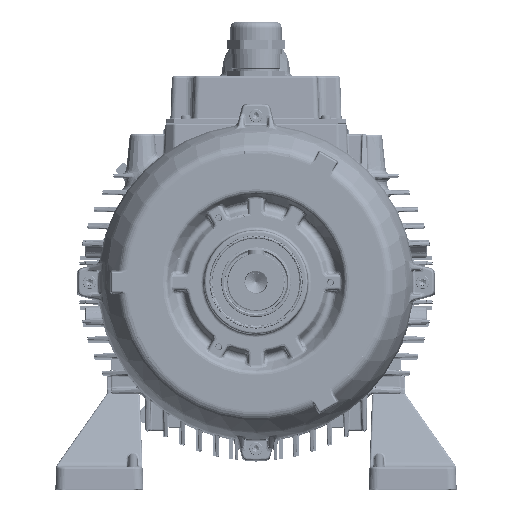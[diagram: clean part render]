
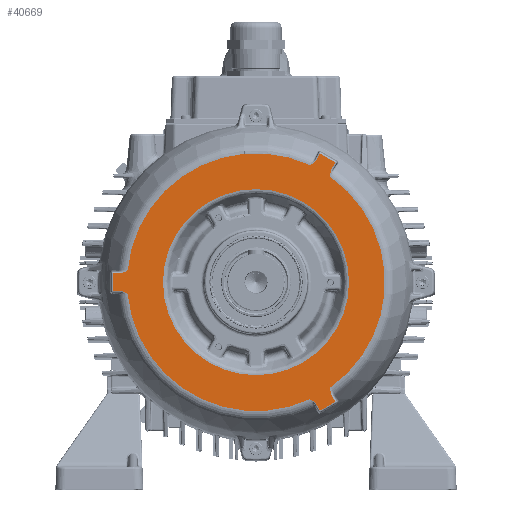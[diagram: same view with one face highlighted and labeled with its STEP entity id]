
A CAD part, top view. The second image highlights one B-rep face of the part: STEP entity #40669.
In plain terms, the highlighted planar face has unit normal (0, 0, 1).
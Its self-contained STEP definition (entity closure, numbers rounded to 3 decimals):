
#4810=B_SPLINE_CURVE_WITH_KNOTS('',3,(#223233,#223234,#223235,#223236),
 .UNSPECIFIED.,.F.,.F.,(4,4),(0.,1.),.UNSPECIFIED.);
#5134=B_SPLINE_CURVE_WITH_KNOTS('',3,(#228958,#228959,#228960,#228961),
 .UNSPECIFIED.,.F.,.F.,(4,4),(0.,1.),.UNSPECIFIED.);
#5137=B_SPLINE_CURVE_WITH_KNOTS('',3,(#229029,#229030,#229031,#229032),
 .UNSPECIFIED.,.F.,.F.,(4,4),(0.,1.),.UNSPECIFIED.);
#5165=B_SPLINE_CURVE_WITH_KNOTS('',3,(#229268,#229269,#229270,#229271),
 .UNSPECIFIED.,.F.,.F.,(4,4),(0.,1.),.UNSPECIFIED.);
#5166=B_SPLINE_CURVE_WITH_KNOTS('',3,(#229279,#229280,#229281,#229282),
 .UNSPECIFIED.,.F.,.F.,(4,4),(0.,1.),.UNSPECIFIED.);
#5167=B_SPLINE_CURVE_WITH_KNOTS('',3,(#229289,#229290,#229291,#229292),
 .UNSPECIFIED.,.F.,.F.,(4,4),(0.,1.),.UNSPECIFIED.);
#10833=LINE('',#229273,#16888);
#10834=LINE('',#229275,#16889);
#10835=LINE('',#229277,#16890);
#10836=LINE('',#229283,#16891);
#10837=LINE('',#229285,#16892);
#10838=LINE('',#229287,#16893);
#10839=LINE('',#229295,#16894);
#10840=LINE('',#229297,#16895);
#10841=LINE('',#229299,#16896);
#16888=VECTOR('',#141547,1.);
#16889=VECTOR('',#141548,1.);
#16890=VECTOR('',#141549,1.);
#16891=VECTOR('',#141550,1.);
#16892=VECTOR('',#141551,1.);
#16893=VECTOR('',#141552,1.);
#16894=VECTOR('',#141555,1.);
#16895=VECTOR('',#141556,1.);
#16896=VECTOR('',#141557,1.);
#31992=PLANE('',#127232);
#40669=ADVANCED_FACE('',(#48773,#48774),#31992,.T.);
#48773=FACE_BOUND('',#50245,.T.);
#48774=FACE_BOUND('',#50246,.T.);
#50245=EDGE_LOOP('',(#60653,#60654,#60655,#60656,#60657,#60658,#60659,#60660,
#60661,#60662,#60663,#60664,#60665,#60666,#60667,#60668,#60669,#60670));
#50246=EDGE_LOOP('',(#60671));
#60653=ORIENTED_EDGE('',*,*,#102620,.T.);
#60654=ORIENTED_EDGE('',*,*,#103373,.T.);
#60655=ORIENTED_EDGE('',*,*,#103374,.T.);
#60656=ORIENTED_EDGE('',*,*,#103375,.T.);
#60657=ORIENTED_EDGE('',*,*,#103376,.T.);
#60658=ORIENTED_EDGE('',*,*,#103377,.T.);
#60659=ORIENTED_EDGE('',*,*,#102616,.T.);
#60660=ORIENTED_EDGE('',*,*,#103330,.T.);
#60661=ORIENTED_EDGE('',*,*,#103378,.T.);
#60662=ORIENTED_EDGE('',*,*,#103379,.T.);
#60663=ORIENTED_EDGE('',*,*,#103380,.T.);
#60664=ORIENTED_EDGE('',*,*,#103381,.T.);
#60665=ORIENTED_EDGE('',*,*,#103382,.T.);
#60666=ORIENTED_EDGE('',*,*,#102639,.T.);
#60667=ORIENTED_EDGE('',*,*,#103383,.T.);
#60668=ORIENTED_EDGE('',*,*,#103384,.T.);
#60669=ORIENTED_EDGE('',*,*,#103385,.T.);
#60670=ORIENTED_EDGE('',*,*,#103324,.T.);
#60671=ORIENTED_EDGE('',*,*,#102618,.T.);
#90330=VERTEX_POINT('',#223160);
#90331=VERTEX_POINT('',#223162);
#90332=VERTEX_POINT('',#223169);
#90334=VERTEX_POINT('',#223174);
#90335=VERTEX_POINT('',#223175);
#90352=VERTEX_POINT('',#223232);
#90353=VERTEX_POINT('',#223237);
#90818=VERTEX_POINT('',#228962);
#90821=VERTEX_POINT('',#229027);
#90840=VERTEX_POINT('',#229272);
#90841=VERTEX_POINT('',#229274);
#90842=VERTEX_POINT('',#229276);
#90843=VERTEX_POINT('',#229278);
#90844=VERTEX_POINT('',#229284);
#90845=VERTEX_POINT('',#229286);
#90846=VERTEX_POINT('',#229288);
#90847=VERTEX_POINT('',#229293);
#90848=VERTEX_POINT('',#229296);
#90849=VERTEX_POINT('',#229298);
#102616=EDGE_CURVE('',#90331,#90330,#120211,.T.);
#102618=EDGE_CURVE('',#90332,#90332,#120212,.T.);
#102620=EDGE_CURVE('',#90334,#90335,#120214,.T.);
#102639=EDGE_CURVE('',#90353,#90352,#4810,.T.);
#103324=EDGE_CURVE('',#90818,#90334,#5134,.T.);
#103330=EDGE_CURVE('',#90330,#90821,#5137,.T.);
#103373=EDGE_CURVE('',#90335,#90840,#5165,.T.);
#103374=EDGE_CURVE('',#90840,#90841,#10833,.T.);
#103375=EDGE_CURVE('',#90841,#90842,#10834,.T.);
#103376=EDGE_CURVE('',#90842,#90843,#10835,.T.);
#103377=EDGE_CURVE('',#90843,#90331,#5166,.T.);
#103378=EDGE_CURVE('',#90821,#90844,#10836,.T.);
#103379=EDGE_CURVE('',#90844,#90845,#10837,.T.);
#103380=EDGE_CURVE('',#90845,#90846,#10838,.T.);
#103381=EDGE_CURVE('',#90846,#90847,#5167,.T.);
#103382=EDGE_CURVE('',#90847,#90353,#120466,.T.);
#103383=EDGE_CURVE('',#90352,#90848,#10839,.T.);
#103384=EDGE_CURVE('',#90848,#90849,#10840,.T.);
#103385=EDGE_CURVE('',#90849,#90818,#10841,.T.);
#120211=CIRCLE('',#126836,124.646);
#120212=CIRCLE('',#126838,89.96);
#120214=CIRCLE('',#126841,124.646);
#120466=CIRCLE('',#127231,124.646);
#126836=AXIS2_PLACEMENT_3D('',#223161,#140663,#140664);
#126838=AXIS2_PLACEMENT_3D('',#223168,#140667,#140668);
#126841=AXIS2_PLACEMENT_3D('',#223173,#140673,#140674);
#127231=AXIS2_PLACEMENT_3D('',#229294,#141553,#141554);
#127232=AXIS2_PLACEMENT_3D('',#229300,#141558,#141559);
#140663=DIRECTION('',(0.,0.,1.));
#140664=DIRECTION('',(0.,-1.,0.));
#140667=DIRECTION('',(0.,0.,-1.));
#140668=DIRECTION('',(0.,-1.,0.));
#140673=DIRECTION('',(0.,0.,1.));
#140674=DIRECTION('',(0.,-1.,0.));
#141547=DIRECTION('',(-1.,0.,0.));
#141548=DIRECTION('',(0.,-1.,0.));
#141549=DIRECTION('',(1.,0.,0.));
#141550=DIRECTION('',(0.5,-0.866,0.));
#141551=DIRECTION('',(0.866,0.5,0.));
#141552=DIRECTION('',(-0.5,0.866,0.));
#141553=DIRECTION('',(0.,0.,1.));
#141554=DIRECTION('',(0.,-1.,0.));
#141555=DIRECTION('',(0.5,0.866,0.));
#141556=DIRECTION('',(-0.866,0.5,0.));
#141557=DIRECTION('',(-0.5,-0.866,0.));
#141558=DIRECTION('',(0.,0.,1.));
#141559=DIRECTION('',(0.,-1.,0.));
#223160=CARTESIAN_POINT('',(52.168,-113.054,-6.011));
#223161=CARTESIAN_POINT('',(0.,0.15,-6.011));
#223162=CARTESIAN_POINT('',(-124.122,-11.273,-6.011));
#223168=CARTESIAN_POINT('',(0.,0.15,-6.011));
#223169=CARTESIAN_POINT('',(0.,-89.81,-6.011));
#223173=CARTESIAN_POINT('',(0.,0.15,-6.011));
#223174=CARTESIAN_POINT('',(52.168,113.354,-6.011));
#223175=CARTESIAN_POINT('',(-124.122,11.573,-6.011));
#223232=CARTESIAN_POINT('',(73.282,109.925,-6.011));
#223233=CARTESIAN_POINT('',(71.954,101.931,-6.011));
#223234=CARTESIAN_POINT('',(71.927,104.649,-6.011));
#223235=CARTESIAN_POINT('',(71.904,107.539,-6.011));
#223236=CARTESIAN_POINT('',(73.282,109.925,-6.011));
#223237=CARTESIAN_POINT('',(71.954,101.931,-6.011));
#228958=CARTESIAN_POINT('',(58.427,118.502,-6.011));
#228959=CARTESIAN_POINT('',(57.049,116.116,-6.011));
#228960=CARTESIAN_POINT('',(54.535,114.69,-6.011));
#228961=CARTESIAN_POINT('',(52.168,113.354,-6.011));
#228962=CARTESIAN_POINT('',(58.427,118.502,-6.011));
#229027=CARTESIAN_POINT('',(58.427,-118.202,-6.011));
#229029=CARTESIAN_POINT('',(52.168,-113.054,-6.011));
#229030=CARTESIAN_POINT('',(54.535,-114.39,-6.011));
#229031=CARTESIAN_POINT('',(57.049,-115.816,-6.011));
#229032=CARTESIAN_POINT('',(58.427,-118.202,-6.011));
#229268=CARTESIAN_POINT('',(-124.122,11.573,-6.011));
#229269=CARTESIAN_POINT('',(-126.462,10.191,-6.011));
#229270=CARTESIAN_POINT('',(-128.954,8.727,-6.011));
#229271=CARTESIAN_POINT('',(-131.709,8.727,-6.011));
#229272=CARTESIAN_POINT('',(-131.709,8.727,-6.011));
#229273=CARTESIAN_POINT('',(0.,8.727,-6.011));
#229274=CARTESIAN_POINT('',(-138.577,8.727,-6.011));
#229275=CARTESIAN_POINT('',(-138.577,-86.923,-6.011));
#229276=CARTESIAN_POINT('',(-138.577,-8.427,-6.011));
#229277=CARTESIAN_POINT('',(0.,-8.427,-6.011));
#229278=CARTESIAN_POINT('',(-131.709,-8.427,-6.011));
#229279=CARTESIAN_POINT('',(-131.709,-8.427,-6.011));
#229280=CARTESIAN_POINT('',(-128.954,-8.427,-6.011));
#229281=CARTESIAN_POINT('',(-126.462,-9.891,-6.011));
#229282=CARTESIAN_POINT('',(-124.122,-11.273,-6.011));
#229283=CARTESIAN_POINT('',(30.276,-69.443,-6.011));
#229284=CARTESIAN_POINT('',(61.861,-124.149,-6.011));
#229285=CARTESIAN_POINT('',(31.584,-141.629,-6.011));
#229286=CARTESIAN_POINT('',(76.716,-115.573,-6.011));
#229287=CARTESIAN_POINT('',(45.131,-60.867,-6.011));
#229288=CARTESIAN_POINT('',(73.282,-109.625,-6.011));
#229289=CARTESIAN_POINT('',(73.282,-109.625,-6.011));
#229290=CARTESIAN_POINT('',(71.904,-107.239,-6.011));
#229291=CARTESIAN_POINT('',(71.927,-104.349,-6.011));
#229292=CARTESIAN_POINT('',(71.954,-101.631,-6.011));
#229293=CARTESIAN_POINT('',(71.954,-101.631,-6.011));
#229294=CARTESIAN_POINT('',(0.,0.15,-6.011));
#229295=CARTESIAN_POINT('',(-30.276,-69.443,-6.011));
#229296=CARTESIAN_POINT('',(76.716,115.873,-6.011));
#229297=CARTESIAN_POINT('',(106.992,98.392,-6.011));
#229298=CARTESIAN_POINT('',(61.861,124.449,-6.011));
#229299=CARTESIAN_POINT('',(-45.131,-60.867,-6.011));
#229300=CARTESIAN_POINT('',(0.,-86.923,-6.011));
